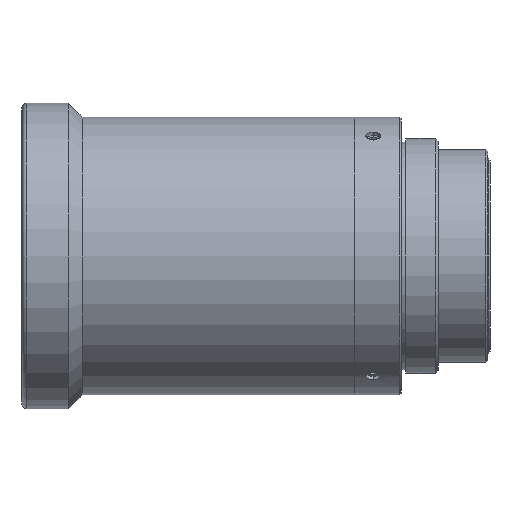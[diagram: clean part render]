
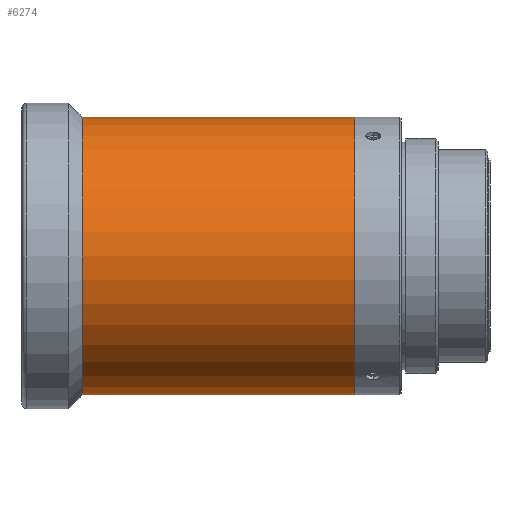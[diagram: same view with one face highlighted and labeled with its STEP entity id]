
A CAD part, front view. The second image highlights one B-rep face of the part: STEP entity #6274.
In plain terms, the highlighted cylindrical face has radius 15 mm (diameter 30 mm), a partial arc.
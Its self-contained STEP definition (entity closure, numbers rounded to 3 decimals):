
#76 = EDGE_CURVE ( 'NONE', #6194, #7926, #6624, .T. ) ;
#242 = CARTESIAN_POINT ( 'NONE',  ( -3.07, 0., 15. ) ) ;
#365 = CARTESIAN_POINT ( 'NONE',  ( -3.07, 0., -15. ) ) ;
#509 = CARTESIAN_POINT ( 'NONE',  ( -32.5, 0., 15. ) ) ;
#804 = DIRECTION ( 'NONE',  ( 0., 0., -1. ) ) ;
#851 = CIRCLE ( 'NONE', #7929, 15. ) ;
#1123 = CARTESIAN_POINT ( 'NONE',  ( 0., 0., 15. ) ) ;
#1375 = CARTESIAN_POINT ( 'NONE',  ( 0., 0., 0. ) ) ;
#1400 = DIRECTION ( 'NONE',  ( 1., 0., 0. ) ) ;
#1579 = ORIENTED_EDGE ( 'NONE', *, *, #1716, .F. ) ;
#1618 = CARTESIAN_POINT ( 'NONE',  ( -32.5, 0., -15. ) ) ;
#1697 = DIRECTION ( 'NONE',  ( 0., 0., -1. ) ) ;
#1716 = EDGE_CURVE ( 'NONE', #2513, #1794, #851, .T. ) ;
#1737 = CARTESIAN_POINT ( 'NONE',  ( -32.5, 0., 0. ) ) ;
#1790 = AXIS2_PLACEMENT_3D ( 'NONE', #1737, #7300, #1697 ) ;
#1794 = VERTEX_POINT ( 'NONE', #365 ) ;
#1851 = CARTESIAN_POINT ( 'NONE',  ( 0., 0., -15. ) ) ;
#1998 = ORIENTED_EDGE ( 'NONE', *, *, #4499, .F. ) ;
#2513 = VERTEX_POINT ( 'NONE', #242 ) ;
#2651 = FACE_OUTER_BOUND ( 'NONE', #5371, .T. ) ;
#3382 = ORIENTED_EDGE ( 'NONE', *, *, #7073, .T. ) ;
#3415 = ORIENTED_EDGE ( 'NONE', *, *, #76, .T. ) ;
#3881 = DIRECTION ( 'NONE',  ( 0., 0., -1. ) ) ;
#4385 = DIRECTION ( 'NONE',  ( 1., 0., 0. ) ) ;
#4499 = EDGE_CURVE ( 'NONE', #6194, #2513, #6730, .T. ) ;
#4599 = VECTOR ( 'NONE', #8090, 1000. ) ;
#5371 = EDGE_LOOP ( 'NONE', ( #1998, #3415, #3382, #1579 ) ) ;
#5996 = DIRECTION ( 'NONE',  ( 1., 0., 0. ) ) ;
#6194 = VERTEX_POINT ( 'NONE', #509 ) ;
#6274 = ADVANCED_FACE ( 'NONE', ( #2651 ), #6402, .T. ) ;
#6402 = CYLINDRICAL_SURFACE ( 'NONE', #7340, 15. ) ;
#6624 = CIRCLE ( 'NONE', #1790, 15. ) ;
#6730 = LINE ( 'NONE', #1123, #7739 ) ;
#6837 = LINE ( 'NONE', #1851, #4599 ) ;
#7007 = CARTESIAN_POINT ( 'NONE',  ( -3.07, 0., 0. ) ) ;
#7073 = EDGE_CURVE ( 'NONE', #7926, #1794, #6837, .T. ) ;
#7300 = DIRECTION ( 'NONE',  ( 1., 0., 0. ) ) ;
#7340 = AXIS2_PLACEMENT_3D ( 'NONE', #1375, #4385, #804 ) ;
#7739 = VECTOR ( 'NONE', #5996, 1000. ) ;
#7926 = VERTEX_POINT ( 'NONE', #1618 ) ;
#7929 = AXIS2_PLACEMENT_3D ( 'NONE', #7007, #1400, #3881 ) ;
#8090 = DIRECTION ( 'NONE',  ( 1., 0., 0. ) ) ;
